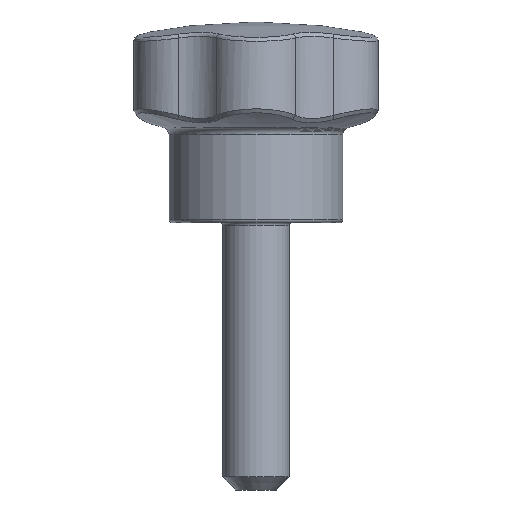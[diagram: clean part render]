
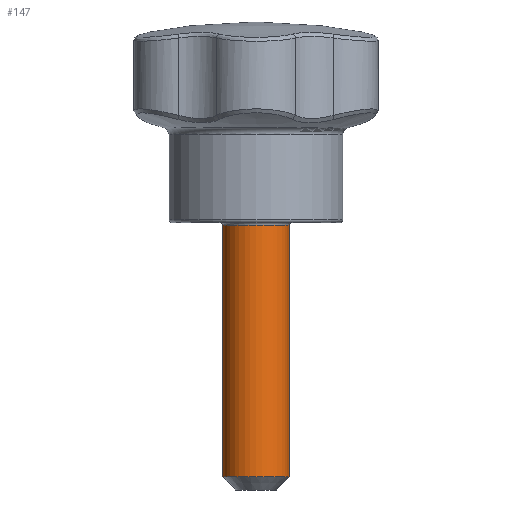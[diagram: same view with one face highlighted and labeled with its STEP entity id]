
A CAD part, front view. The second image highlights one B-rep face of the part: STEP entity #147.
In plain terms, the highlighted cylindrical face has radius 2.5 mm (diameter 5 mm), a full revolution.
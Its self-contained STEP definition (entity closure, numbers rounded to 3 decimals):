
#147 = ADVANCED_FACE( '', ( #305, #306 ), #307, .T. );
#305 = FACE_OUTER_BOUND( '', #1994, .T. );
#306 = FACE_OUTER_BOUND( '', #1995, .T. );
#307 = CYLINDRICAL_SURFACE( '', #1996, 2.5 );
#1994 = EDGE_LOOP( '', ( #2616 ) );
#1995 = EDGE_LOOP( '', ( #2617 ) );
#1996 = AXIS2_PLACEMENT_3D( '', #2618, #2619, #2620 );
#2616 = ORIENTED_EDGE( '', *, *, #2819, .T. );
#2617 = ORIENTED_EDGE( '', *, *, #2775, .T. );
#2618 = CARTESIAN_POINT( '', ( 0., 0., 3. ) );
#2619 = DIRECTION( '', ( 0., 0., -1. ) );
#2620 = DIRECTION( '', ( 1., 0., 0. ) );
#2775 = EDGE_CURVE( '', #2966, #2966, #2967, .T. );
#2819 = EDGE_CURVE( '', #3020, #3020, #3021, .F. );
#2966 = VERTEX_POINT( '', #4107 );
#2967 = CIRCLE( '', #4108, 2.5 );
#3020 = VERTEX_POINT( '', #4717 );
#3021 = CIRCLE( '', #4718, 2.5 );
#4107 = CARTESIAN_POINT( '', ( 2.5, 0., -19. ) );
#4108 = AXIS2_PLACEMENT_3D( '', #4890, #4891, #4892 );
#4717 = CARTESIAN_POINT( '', ( 2.5, 0., -0.2 ) );
#4718 = AXIS2_PLACEMENT_3D( '', #4906, #4907, #4908 );
#4890 = CARTESIAN_POINT( '', ( 0., 0., -19. ) );
#4891 = DIRECTION( '', ( 0., 0., 1. ) );
#4892 = DIRECTION( '', ( 1., 0., 0. ) );
#4906 = CARTESIAN_POINT( '', ( 0., 0., -0.2 ) );
#4907 = DIRECTION( '', ( 0., 0., 1. ) );
#4908 = DIRECTION( '', ( 1., 0., 0. ) );
